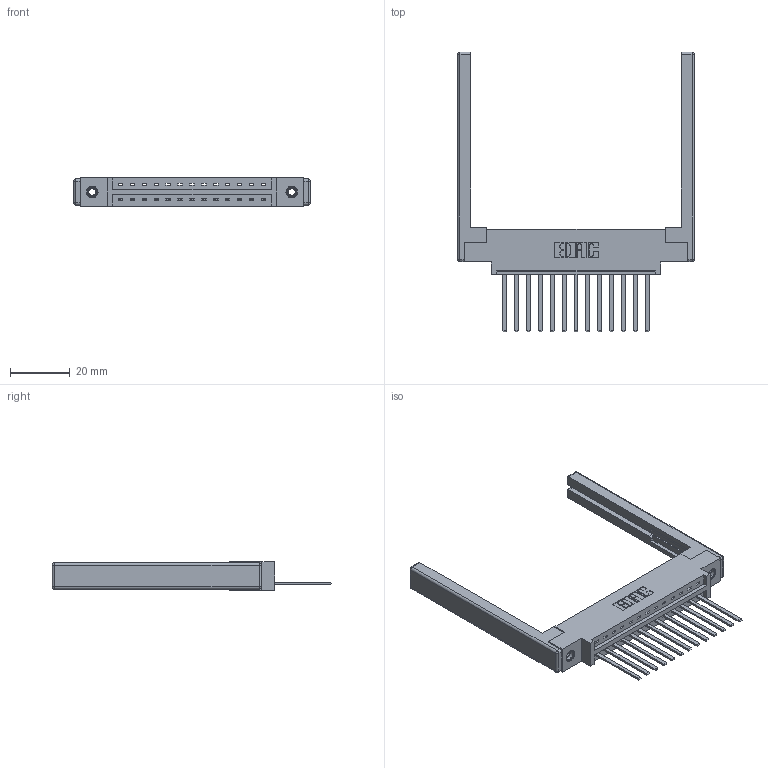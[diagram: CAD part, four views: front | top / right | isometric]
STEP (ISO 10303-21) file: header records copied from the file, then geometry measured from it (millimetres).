
FILE_DESCRIPTION (( 'STEP AP203' ), '1' );
FILE_NAME ('387-013-544-668.STEP', '2019-10-02T14:48:17', ( '' ), ( '' ), 'SwSTEP 2.0', 'SolidWorks 2016', '' );
FILE_SCHEMA (( 'CONFIG_CONTROL_DESIGN' ));
Length unit declared in the file: inch
Products named in the file (5): 307-220-068; 337 Part_0.170 Offset - 0.156 Dia-TI; 387-013-544-668; 345-250-001_345-250-001-102; 345-292-001_345-293-144
Assembly tree (18 placements, depth 2):
  387-013-544-668
    337 Part_0.170 Offset - 0.156 Dia-TI
    345-292-001_345-293-144  x13
    345-250-001_345-250-001-102  x2
    307-220-068  x2
Bounding box: 78.94 x 93.35 x 9.4 mm (x, y, z)
Volume: 12266.2 mm3; surface area: 12661 mm2
Topology: 18 solids, 18 shells, 1000 faces, 2923 edges, 1910 vertices
Faces by surface type: plane 708, cylinder 268, cone 12, sphere 8, torus 4
Entity records: 16122 total; most frequent: CARTESIAN_POINT 2762, ORIENTED_EDGE 2700, DIRECTION 2454, EDGE_CURVE 1350, LINE 1176, VECTOR 1176, VERTEX_POINT 890, AXIS2_PLACEMENT_3D 639
